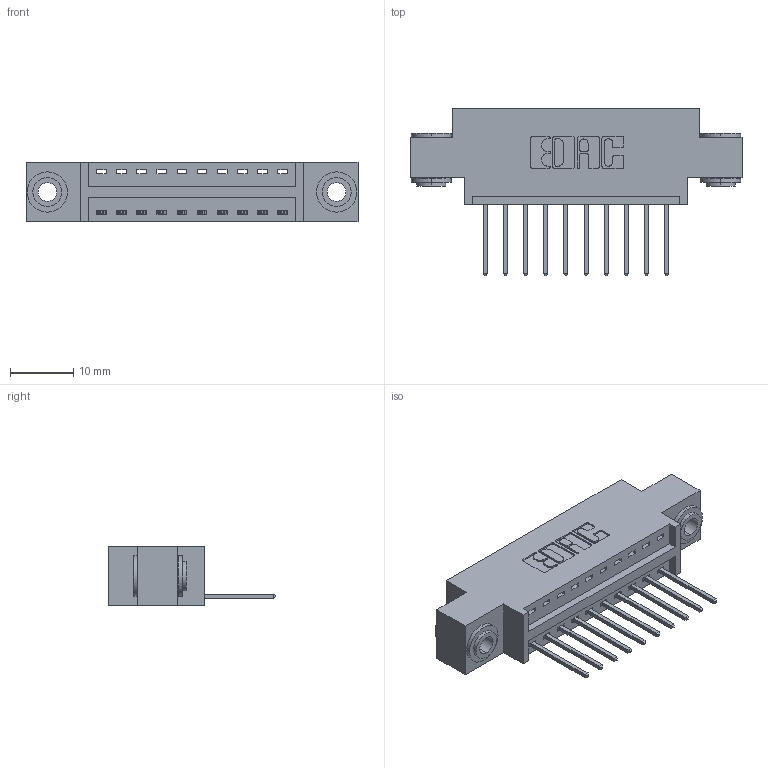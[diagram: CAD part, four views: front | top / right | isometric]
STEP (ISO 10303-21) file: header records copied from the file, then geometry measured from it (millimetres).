
FILE_DESCRIPTION (( 'STEP AP203' ), '1' );
FILE_NAME ('346-010-522-603.STEP', '2022-05-04T23:40:29', ( '' ), ( '' ), 'SwSTEP 2.0', 'SolidWorks 2020', '' );
FILE_SCHEMA (( 'CONFIG_CONTROL_DESIGN' ));
Length unit declared in the file: inch
Products named in the file (4): 345-292-001_345-293-122; 346-010-522-603; 345-250-002_345-250-002-102; 346 Part_0.170 Offset - 0.156 Dia-TH
Assembly tree (13 placements, depth 2):
  346-010-522-603
    346 Part_0.170 Offset - 0.156 Dia-TH
    345-292-001_345-293-122  x10
    345-250-002_345-250-002-102  x2
Bounding box: 52.32 x 26.42 x 9.4 mm (x, y, z)
Volume: 4636 mm3; surface area: 5897.7 mm2
Topology: 13 solids, 13 shells, 758 faces, 2213 edges, 1458 vertices
Faces by surface type: plane 504, cylinder 246, cone 8
Entity records: 11730 total; most frequent: CARTESIAN_POINT 2003, ORIENTED_EDGE 1938, DIRECTION 1835, EDGE_CURVE 969, LINE 773, VECTOR 773, VERTEX_POINT 642, AXIS2_PLACEMENT_3D 531
